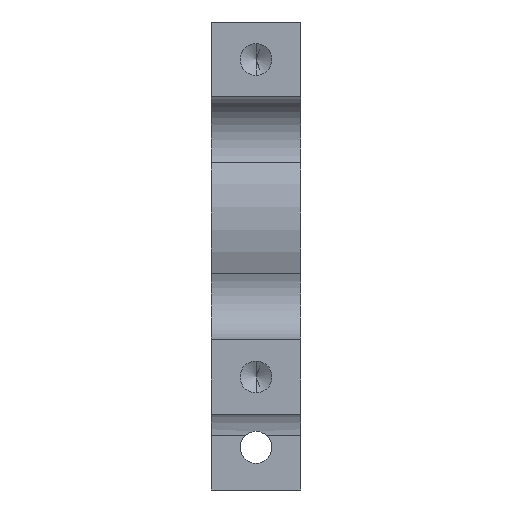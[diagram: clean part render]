
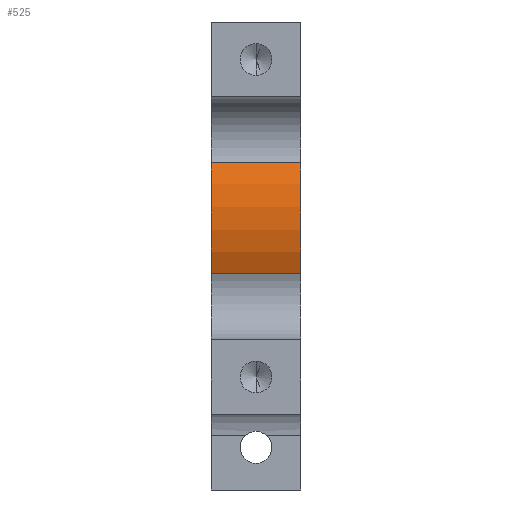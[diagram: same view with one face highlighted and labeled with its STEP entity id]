
A CAD part, left-side view. The second image highlights one B-rep face of the part: STEP entity #525.
In plain terms, the highlighted cylindrical face has radius 11.287 mm (diameter 22.574 mm), a partial arc.
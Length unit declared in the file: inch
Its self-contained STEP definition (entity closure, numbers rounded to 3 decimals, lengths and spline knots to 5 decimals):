
#4 = CIRCLE ( 'NONE', #565, 0.44438 ) ;
#11 = DIRECTION ( 'NONE',  ( 0., 0., -1. ) ) ;
#41 = ORIENTED_EDGE ( 'NONE', *, *, #356, .T. ) ;
#166 = CIRCLE ( 'NONE', #773, 0.44438 ) ;
#197 = EDGE_CURVE ( 'NONE', #1419, #543, #4, .T. ) ;
#239 = CARTESIAN_POINT ( 'NONE',  ( 0., 0.3, 0. ) ) ;
#300 = ORIENTED_EDGE ( 'NONE', *, *, #197, .F. ) ;
#356 = EDGE_CURVE ( 'NONE', #1374, #1489, #166, .T. ) ;
#395 = EDGE_CURVE ( 'NONE', #1489, #543, #1219, .T. ) ;
#403 = CARTESIAN_POINT ( 'NONE',  ( -0.40411, 0., 0.18484 ) ) ;
#422 = CYLINDRICAL_SURFACE ( 'NONE', #1335, 0.44438 ) ;
#525 = ADVANCED_FACE ( 'NONE', ( #1741 ), #422, .T. ) ;
#532 = CARTESIAN_POINT ( 'NONE',  ( -0.40411, 0., -0.18484 ) ) ;
#543 = VERTEX_POINT ( 'NONE', #2000 ) ;
#565 = AXIS2_PLACEMENT_3D ( 'NONE', #239, #724, #1650 ) ;
#724 = DIRECTION ( 'NONE',  ( 0., 1., 0. ) ) ;
#728 = DIRECTION ( 'NONE',  ( 0., 0., 1. ) ) ;
#761 = VECTOR ( 'NONE', #775, 39.37008 ) ;
#773 = AXIS2_PLACEMENT_3D ( 'NONE', #969, #1614, #728 ) ;
#775 = DIRECTION ( 'NONE',  ( 0., 1., 0. ) ) ;
#857 = DIRECTION ( 'NONE',  ( 0., 1., 0. ) ) ;
#870 = LINE ( 'NONE', #1133, #1692 ) ;
#932 = ORIENTED_EDGE ( 'NONE', *, *, #1468, .F. ) ;
#969 = CARTESIAN_POINT ( 'NONE',  ( 0., 0., 0. ) ) ;
#1133 = CARTESIAN_POINT ( 'NONE',  ( -0.40411, 0., -0.18484 ) ) ;
#1219 = LINE ( 'NONE', #1308, #761 ) ;
#1305 = CARTESIAN_POINT ( 'NONE',  ( -0.40411, 0.3, -0.18484 ) ) ;
#1308 = CARTESIAN_POINT ( 'NONE',  ( -0.40411, 0., 0.18484 ) ) ;
#1335 = AXIS2_PLACEMENT_3D ( 'NONE', #1571, #1648, #11 ) ;
#1374 = VERTEX_POINT ( 'NONE', #532 ) ;
#1419 = VERTEX_POINT ( 'NONE', #1305 ) ;
#1468 = EDGE_CURVE ( 'NONE', #1374, #1419, #870, .T. ) ;
#1489 = VERTEX_POINT ( 'NONE', #403 ) ;
#1571 = CARTESIAN_POINT ( 'NONE',  ( 0., 0.3, 0. ) ) ;
#1614 = DIRECTION ( 'NONE',  ( 0., 1., 0. ) ) ;
#1648 = DIRECTION ( 'NONE',  ( 0., -1., 0. ) ) ;
#1650 = DIRECTION ( 'NONE',  ( 0., 0., 1. ) ) ;
#1692 = VECTOR ( 'NONE', #857, 39.37008 ) ;
#1709 = EDGE_LOOP ( 'NONE', ( #41, #1852, #300, #932 ) ) ;
#1741 = FACE_OUTER_BOUND ( 'NONE', #1709, .T. ) ;
#1852 = ORIENTED_EDGE ( 'NONE', *, *, #395, .T. ) ;
#2000 = CARTESIAN_POINT ( 'NONE',  ( -0.40411, 0.3, 0.18484 ) ) ;
